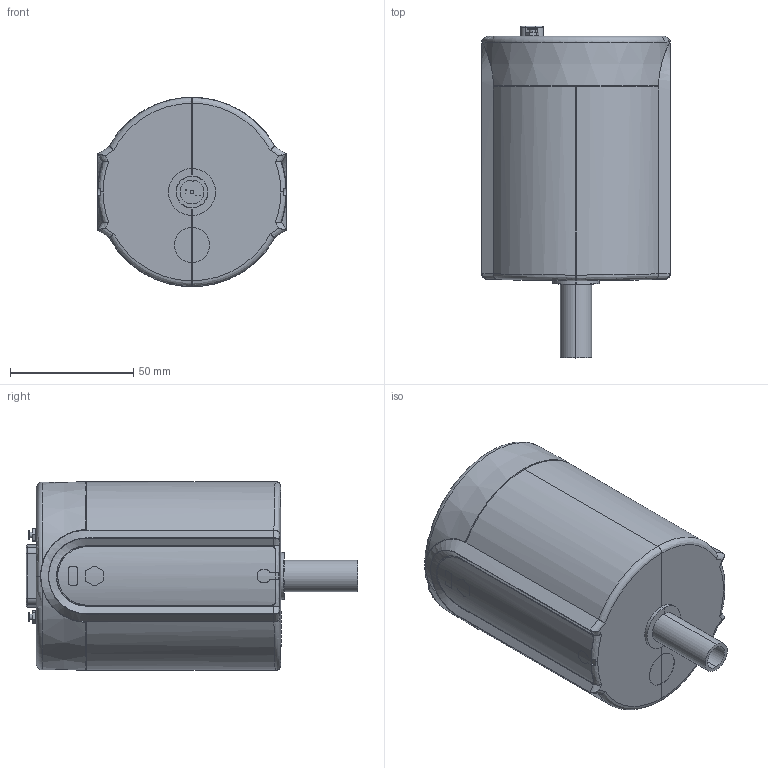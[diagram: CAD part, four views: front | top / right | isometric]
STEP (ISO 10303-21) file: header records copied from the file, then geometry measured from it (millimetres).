
FILE_DESCRIPTION (( 'STEP AP203' ), '1' );
FILE_NAME ('1052001-FITTING BA-NO FITTING-SLIDE LOCKS.STEP', '2013-06-28T14:00:49', ( '' ), ( '' ), 'SwSTEP 2.0', 'SolidWorks 2012', '' );
FILE_SCHEMA (( 'CONFIG_CONTROL_DESIGN' ));
Length unit declared in the file: inch
Products named in the file (1): 1052001-FITTING BA-NO FITTING-SLIDE LOCKS
Bounding box: 76.45 x 134.43 x 76.58 mm (x, y, z)
Surface area: 51999.6 mm2 (no closed solid volume)
Topology: 0 solids, 22 shells, 257 faces, 1597 edges, 1327 vertices
Faces by surface type: cylinder 106, plane 72, bspline 32, sphere 30, cone 10, torus 7
Entity records: 21625 total; most frequent: CARTESIAN_POINT 9357, DIRECTION 2634, ORIENTED_EDGE 2034, EDGE_CURVE 1533, VERTEX_POINT 1297, AXIS2_PLACEMENT_3D 1158, CIRCLE 932, EDGE_LOOP 602
